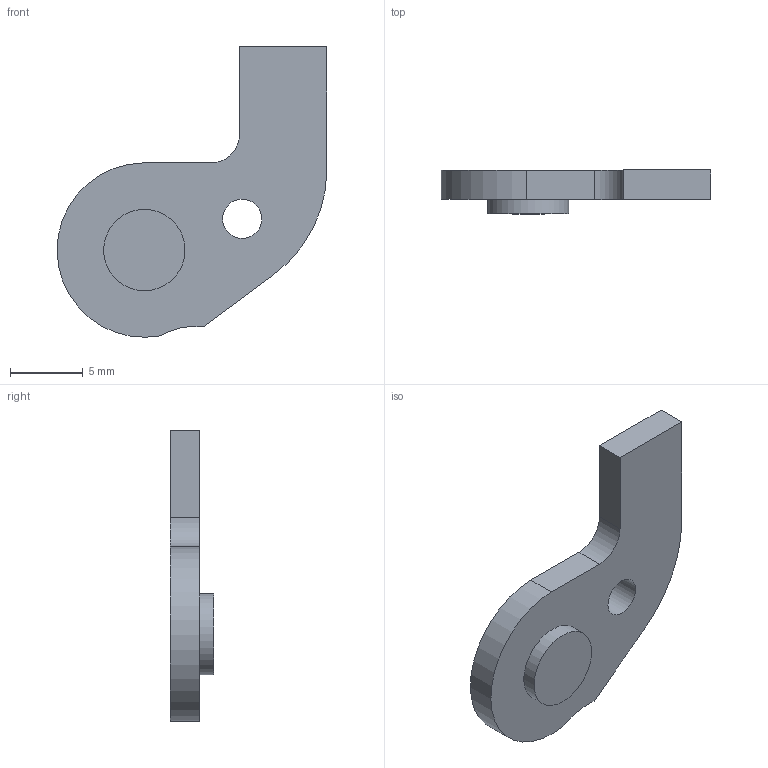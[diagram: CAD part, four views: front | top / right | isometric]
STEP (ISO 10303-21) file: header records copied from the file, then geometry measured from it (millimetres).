
FILE_DESCRIPTION(/* description */ (''),/* implementation_level */ '2;1');
FILE_NAME(/* name */ 'XY_HD12CFx_HDCF_YFlag_LH v1.step',/* time_stamp */ '2022-03-03T17:41:06-05:00',/* author */ (''),/* organization */ (''),/* preprocessor_version */ 'ST-DEVELOPER v18.1',/* originating_system */ 'Autodesk Translation Framework v10.13.0.1454',/* authorisation */ '');
FILE_SCHEMA (('AUTOMOTIVE_DESIGN { 1 0 10303 214 3 1 1 }'));
Length unit declared in the file: millimetre
Products named in the file (1): XY_HD12CFx_HDCF_YFlag_LH v1(Mirror)
Bounding box: 18.57 x 3 x 20 mm (x, y, z)
Volume: 450.4 mm3; surface area: 591.6 mm2
Topology: 1 solids, 1 shells, 14 faces, 33 edges, 22 vertices
Faces by surface type: plane 8, cylinder 6
Full cylindrical faces by diameter (mm): 2.7 x1, 5.6 x1
Entity records: 453 total; most frequent: DIRECTION 75, CARTESIAN_POINT 70, ORIENTED_EDGE 66, EDGE_CURVE 33, AXIS2_PLACEMENT_3D 27, VERTEX_POINT 22, LINE 21, VECTOR 21
